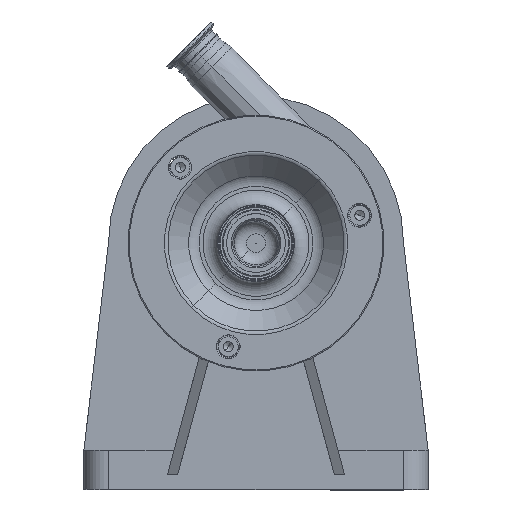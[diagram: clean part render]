
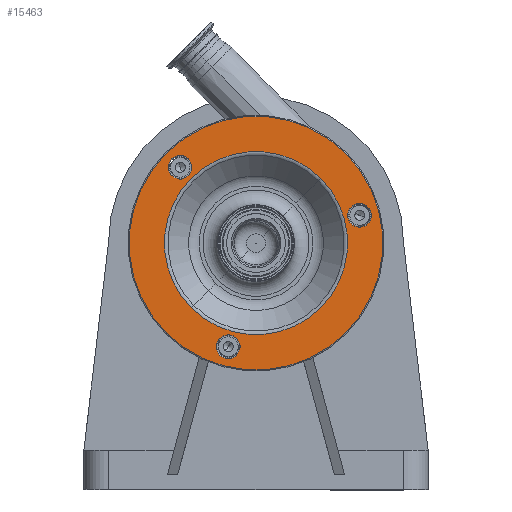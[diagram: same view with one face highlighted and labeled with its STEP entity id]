
A CAD part, top view. The second image highlights one B-rep face of the part: STEP entity #15463.
In plain terms, the highlighted planar face has unit normal (0, 0, 1).
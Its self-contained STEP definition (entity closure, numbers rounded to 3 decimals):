
#17 = AXIS2_PLACEMENT_3D ( 'NONE', #11423, #8844, #3329 ) ;
#180 = DIRECTION ( 'NONE',  ( -0.707, -0.707, 0. ) ) ;
#255 = AXIS2_PLACEMENT_3D ( 'NONE', #12215, #14868, #16406 ) ;
#269 = CIRCLE ( 'NONE', #15445, 12. ) ;
#519 = ORIENTED_EDGE ( 'NONE', *, *, #13715, .T. ) ;
#684 = ORIENTED_EDGE ( 'NONE', *, *, #10202, .T. ) ;
#737 = VERTEX_POINT ( 'NONE', #12964 ) ;
#873 = PLANE ( 'NONE',  #3140 ) ;
#877 = EDGE_LOOP ( 'NONE', ( #9727, #6936 ) ) ;
#933 = DIRECTION ( 'NONE',  ( -0.707, -0.707, 0. ) ) ;
#971 = FACE_BOUND ( 'NONE', #4042, .T. ) ;
#1135 = CARTESIAN_POINT ( 'NONE',  ( -77.075, 327.075, 93.5 ) ) ;
#1160 = CIRCLE ( 'NONE', #16337, 12. ) ;
#1188 = ORIENTED_EDGE ( 'NONE', *, *, #11355, .T. ) ;
#1270 = CIRCLE ( 'NONE', #3573, 93.071 ) ;
#1494 = CARTESIAN_POINT ( 'NONE',  ( -19.726, 153.199, 93.5 ) ) ;
#1748 = EDGE_CURVE ( 'NONE', #10467, #2464, #1160, .T. ) ;
#1883 = AXIS2_PLACEMENT_3D ( 'NONE', #2901, #8423, #13833 ) ;
#2121 = DIRECTION ( 'NONE',  ( -0.707, -0.707, 0. ) ) ;
#2156 = CARTESIAN_POINT ( 'NONE',  ( 91.217, 341.217, 93.5 ) ) ;
#2464 = VERTEX_POINT ( 'NONE', #9937 ) ;
#2469 = ORIENTED_EDGE ( 'NONE', *, *, #6834, .T. ) ;
#2780 = EDGE_CURVE ( 'NONE', #3071, #8156, #3558, .T. ) ;
#2901 = CARTESIAN_POINT ( 'NONE',  ( 0., 250., 93.5 ) ) ;
#3071 = VERTEX_POINT ( 'NONE', #11995 ) ;
#3074 = EDGE_LOOP ( 'NONE', ( #17265, #519 ) ) ;
#3121 = CIRCLE ( 'NONE', #255, 12. ) ;
#3140 = AXIS2_PLACEMENT_3D ( 'NONE', #8000, #17210, #5055 ) ;
#3190 = ORIENTED_EDGE ( 'NONE', *, *, #14848, .T. ) ;
#3274 = VERTEX_POINT ( 'NONE', #1494 ) ;
#3329 = DIRECTION ( 'NONE',  ( -0.707, -0.707, 0. ) ) ;
#3389 = CARTESIAN_POINT ( 'NONE',  ( 65.811, 315.811, 93.5 ) ) ;
#3448 = VERTEX_POINT ( 'NONE', #5462 ) ;
#3558 = CIRCLE ( 'NONE', #1883, 93.071 ) ;
#3573 = AXIS2_PLACEMENT_3D ( 'NONE', #15727, #14650, #933 ) ;
#3867 = FACE_OUTER_BOUND ( 'NONE', #877, .T. ) ;
#4042 = EDGE_LOOP ( 'NONE', ( #12263, #3190 ) ) ;
#4952 = CIRCLE ( 'NONE', #16094, 12. ) ;
#5055 = DIRECTION ( 'NONE',  ( -0.707, -0.707, 0. ) ) ;
#5216 = CARTESIAN_POINT ( 'NONE',  ( 105.286, 278.211, 93.5 ) ) ;
#5315 = CIRCLE ( 'NONE', #15274, 129. ) ;
#5462 = CARTESIAN_POINT ( 'NONE',  ( -91.217, 158.783, 93.5 ) ) ;
#5871 = CARTESIAN_POINT ( 'NONE',  ( -28.211, 144.714, 93.5 ) ) ;
#6379 = CARTESIAN_POINT ( 'NONE',  ( 0., 250., 93.5 ) ) ;
#6390 = DIRECTION ( 'NONE',  ( -0.707, -0.707, 0. ) ) ;
#6653 = CARTESIAN_POINT ( 'NONE',  ( 113.771, 286.697, 93.5 ) ) ;
#6654 = FACE_BOUND ( 'NONE', #3074, .T. ) ;
#6834 = EDGE_CURVE ( 'NONE', #12639, #3274, #269, .T. ) ;
#6894 = DIRECTION ( 'NONE',  ( 0., 0., -1. ) ) ;
#6936 = ORIENTED_EDGE ( 'NONE', *, *, #13320, .F. ) ;
#6958 = VERTEX_POINT ( 'NONE', #6653 ) ;
#7647 = FACE_BOUND ( 'NONE', #16143, .T. ) ;
#7788 = CIRCLE ( 'NONE', #17, 12. ) ;
#7849 = CIRCLE ( 'NONE', #12407, 129. ) ;
#8000 = CARTESIAN_POINT ( 'NONE',  ( -91.217, 341.217, 93.5 ) ) ;
#8145 = AXIS2_PLACEMENT_3D ( 'NONE', #1135, #13061, #6390 ) ;
#8156 = VERTEX_POINT ( 'NONE', #3389 ) ;
#8423 = DIRECTION ( 'NONE',  ( 0., 0., -1. ) ) ;
#8844 = DIRECTION ( 'NONE',  ( 0., 0., -1. ) ) ;
#9426 = DIRECTION ( 'NONE',  ( -0.707, -0.707, 0. ) ) ;
#9452 = CARTESIAN_POINT ( 'NONE',  ( 0., 250., 93.5 ) ) ;
#9641 = DIRECTION ( 'NONE',  ( 0., 0., -1. ) ) ;
#9727 = ORIENTED_EDGE ( 'NONE', *, *, #10949, .F. ) ;
#9937 = CARTESIAN_POINT ( 'NONE',  ( -85.56, 318.589, 93.5 ) ) ;
#10202 = EDGE_CURVE ( 'NONE', #2464, #10467, #15549, .T. ) ;
#10467 = VERTEX_POINT ( 'NONE', #14755 ) ;
#10696 = DIRECTION ( 'NONE',  ( 0., 0., -1. ) ) ;
#10949 = EDGE_CURVE ( 'NONE', #3448, #14511, #7849, .T. ) ;
#11028 = CARTESIAN_POINT ( 'NONE',  ( -77.075, 327.075, 93.5 ) ) ;
#11317 = DIRECTION ( 'NONE',  ( -0.707, -0.707, 0. ) ) ;
#11355 = EDGE_CURVE ( 'NONE', #3274, #12639, #7788, .T. ) ;
#11423 = CARTESIAN_POINT ( 'NONE',  ( -28.211, 144.714, 93.5 ) ) ;
#11995 = CARTESIAN_POINT ( 'NONE',  ( -65.811, 184.189, 93.5 ) ) ;
#12215 = CARTESIAN_POINT ( 'NONE',  ( 105.286, 278.211, 93.5 ) ) ;
#12263 = ORIENTED_EDGE ( 'NONE', *, *, #16942, .T. ) ;
#12407 = AXIS2_PLACEMENT_3D ( 'NONE', #9452, #9641, #180 ) ;
#12639 = VERTEX_POINT ( 'NONE', #17266 ) ;
#12964 = CARTESIAN_POINT ( 'NONE',  ( 96.801, 269.726, 93.5 ) ) ;
#13061 = DIRECTION ( 'NONE',  ( 0., 0., -1. ) ) ;
#13320 = EDGE_CURVE ( 'NONE', #14511, #3448, #5315, .T. ) ;
#13715 = EDGE_CURVE ( 'NONE', #8156, #3071, #1270, .T. ) ;
#13833 = DIRECTION ( 'NONE',  ( -0.707, -0.707, 0. ) ) ;
#14511 = VERTEX_POINT ( 'NONE', #2156 ) ;
#14573 = DIRECTION ( 'NONE',  ( 0., 0., -1. ) ) ;
#14650 = DIRECTION ( 'NONE',  ( 0., 0., -1. ) ) ;
#14755 = CARTESIAN_POINT ( 'NONE',  ( -68.589, 335.56, 93.5 ) ) ;
#14848 = EDGE_CURVE ( 'NONE', #737, #6958, #3121, .T. ) ;
#14868 = DIRECTION ( 'NONE',  ( 0., 0., -1. ) ) ;
#15274 = AXIS2_PLACEMENT_3D ( 'NONE', #6379, #14573, #2121 ) ;
#15402 = DIRECTION ( 'NONE',  ( 0., 0., -1. ) ) ;
#15445 = AXIS2_PLACEMENT_3D ( 'NONE', #5871, #15402, #11317 ) ;
#15463 = ADVANCED_FACE ( 'NONE', ( #971, #7647, #16133, #3867, #6654 ), #873, .F. ) ;
#15549 = CIRCLE ( 'NONE', #8145, 12. ) ;
#15727 = CARTESIAN_POINT ( 'NONE',  ( 0., 250., 93.5 ) ) ;
#16090 = ORIENTED_EDGE ( 'NONE', *, *, #1748, .T. ) ;
#16094 = AXIS2_PLACEMENT_3D ( 'NONE', #5216, #10696, #9426 ) ;
#16133 = FACE_BOUND ( 'NONE', #17469, .T. ) ;
#16143 = EDGE_LOOP ( 'NONE', ( #1188, #2469 ) ) ;
#16337 = AXIS2_PLACEMENT_3D ( 'NONE', #11028, #6894, #16464 ) ;
#16406 = DIRECTION ( 'NONE',  ( -0.707, -0.707, 0. ) ) ;
#16464 = DIRECTION ( 'NONE',  ( -0.707, -0.707, 0. ) ) ;
#16942 = EDGE_CURVE ( 'NONE', #6958, #737, #4952, .T. ) ;
#17210 = DIRECTION ( 'NONE',  ( 0., 0., -1. ) ) ;
#17265 = ORIENTED_EDGE ( 'NONE', *, *, #2780, .T. ) ;
#17266 = CARTESIAN_POINT ( 'NONE',  ( -36.697, 136.229, 93.5 ) ) ;
#17469 = EDGE_LOOP ( 'NONE', ( #16090, #684 ) ) ;
